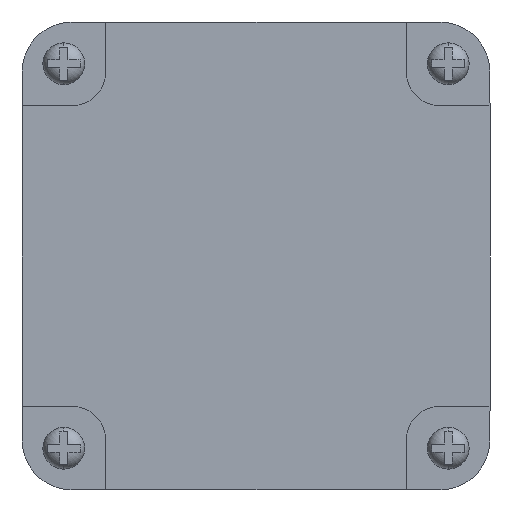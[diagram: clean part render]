
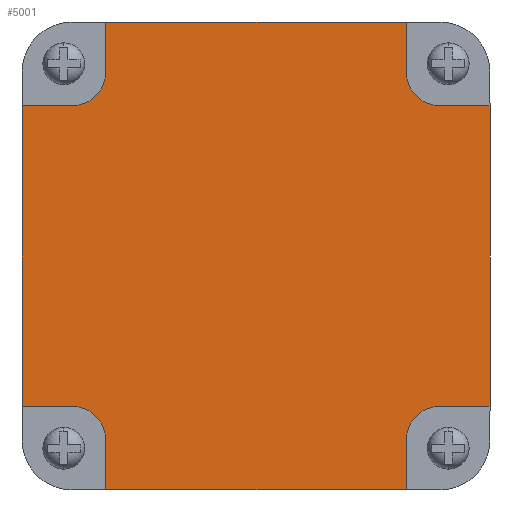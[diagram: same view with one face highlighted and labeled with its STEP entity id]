
A CAD part, front view. The second image highlights one B-rep face of the part: STEP entity #5001.
In plain terms, the highlighted planar face has unit normal (0, -1, 0).
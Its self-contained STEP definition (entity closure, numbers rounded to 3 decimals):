
#42 = CARTESIAN_POINT ( 'NONE',  ( -34.394, 0., -0.76 ) ) ;
#79 = CARTESIAN_POINT ( 'NONE',  ( -34.394, 0., 4.24 ) ) ;
#110 = CARTESIAN_POINT ( 'NONE',  ( -29.394, 0., -20.76 ) ) ;
#169 = ORIENTED_EDGE ( 'NONE', *, *, #5683, .F. ) ;
#193 = EDGE_CURVE ( 'NONE', #2839, #1574, #455, .T. ) ;
#201 = CARTESIAN_POINT ( 'NONE',  ( -29.394, 0., -23.76 ) ) ;
#205 = CARTESIAN_POINT ( 'NONE',  ( -9.394, 0., 1.24 ) ) ;
#402 = CARTESIAN_POINT ( 'NONE',  ( -11.394, 0., 4.24 ) ) ;
#405 = LINE ( 'NONE', #79, #4899 ) ;
#455 = LINE ( 'NONE', #1483, #1836 ) ;
#476 = AXIS2_PLACEMENT_3D ( 'NONE', #2850, #6781, #3437 ) ;
#530 = DIRECTION ( 'NONE',  ( 0., 0., 1. ) ) ;
#738 = DIRECTION ( 'NONE',  ( 0., -1., 0. ) ) ;
#740 = CARTESIAN_POINT ( 'NONE',  ( -34.394, 0., -18.76 ) ) ;
#792 = DIRECTION ( 'NONE',  ( 0., 0., -1. ) ) ;
#894 = VERTEX_POINT ( 'NONE', #4690 ) ;
#928 = EDGE_CURVE ( 'NONE', #6869, #1073, #4588, .T. ) ;
#958 = VERTEX_POINT ( 'NONE', #4887 ) ;
#1010 = EDGE_CURVE ( 'NONE', #3108, #2839, #2299, .T. ) ;
#1037 = EDGE_CURVE ( 'NONE', #3030, #958, #3698, .T. ) ;
#1073 = VERTEX_POINT ( 'NONE', #5908 ) ;
#1164 = VERTEX_POINT ( 'NONE', #110 ) ;
#1281 = DIRECTION ( 'NONE',  ( 1., 0., 0. ) ) ;
#1407 = CARTESIAN_POINT ( 'NONE',  ( -11.394, 0., 4.24 ) ) ;
#1439 = AXIS2_PLACEMENT_3D ( 'NONE', #2398, #5843, #2429 ) ;
#1456 = ORIENTED_EDGE ( 'NONE', *, *, #1037, .F. ) ;
#1459 = ORIENTED_EDGE ( 'NONE', *, *, #3110, .F. ) ;
#1475 = VECTOR ( 'NONE', #6813, 1000. ) ;
#1483 = CARTESIAN_POINT ( 'NONE',  ( -34.394, 0., -23.76 ) ) ;
#1505 = CARTESIAN_POINT ( 'NONE',  ( -31.394, 0., -20.76 ) ) ;
#1559 = CARTESIAN_POINT ( 'NONE',  ( -11.394, 0., -20.76 ) ) ;
#1574 = VERTEX_POINT ( 'NONE', #42 ) ;
#1616 = EDGE_CURVE ( 'NONE', #6476, #1164, #4014, .T. ) ;
#1819 = CARTESIAN_POINT ( 'NONE',  ( -29.394, 0., -23.76 ) ) ;
#1836 = VECTOR ( 'NONE', #3949, 1000. ) ;
#1913 = CARTESIAN_POINT ( 'NONE',  ( -29.394, 0., 4.24 ) ) ;
#2007 = ORIENTED_EDGE ( 'NONE', *, *, #3487, .F. ) ;
#2095 = DIRECTION ( 'NONE',  ( 0., 0., -1. ) ) ;
#2119 = VECTOR ( 'NONE', #5737, 1000. ) ;
#2139 = VECTOR ( 'NONE', #5894, 1000. ) ;
#2167 = CARTESIAN_POINT ( 'NONE',  ( -29.394, 0., 1.24 ) ) ;
#2233 = CIRCLE ( 'NONE', #476, 2. ) ;
#2299 = LINE ( 'NONE', #740, #6643 ) ;
#2398 = CARTESIAN_POINT ( 'NONE',  ( 0., 0., 0. ) ) ;
#2419 = VECTOR ( 'NONE', #5600, 1000. ) ;
#2429 = DIRECTION ( 'NONE',  ( 0., 0., 1. ) ) ;
#2526 = DIRECTION ( 'NONE',  ( 0., 0., 1. ) ) ;
#2587 = VERTEX_POINT ( 'NONE', #3090 ) ;
#2599 = CIRCLE ( 'NONE', #6321, 2. ) ;
#2839 = VERTEX_POINT ( 'NONE', #4492 ) ;
#2846 = ORIENTED_EDGE ( 'NONE', *, *, #3244, .F. ) ;
#2850 = CARTESIAN_POINT ( 'NONE',  ( -31.394, 0., 1.24 ) ) ;
#3030 = VERTEX_POINT ( 'NONE', #4167 ) ;
#3074 = EDGE_LOOP ( 'NONE', ( #5943, #4647, #169, #4842, #3485, #7163, #4398, #7327, #1459, #6632, #2007, #5026, #3490, #6037, #2846, #1456 ) ) ;
#3090 = CARTESIAN_POINT ( 'NONE',  ( -6.394, 0., -18.76 ) ) ;
#3108 = VERTEX_POINT ( 'NONE', #4243 ) ;
#3110 = EDGE_CURVE ( 'NONE', #1164, #3108, #5988, .T. ) ;
#3229 = EDGE_CURVE ( 'NONE', #2587, #3271, #6927, .T. ) ;
#3244 = EDGE_CURVE ( 'NONE', #958, #2587, #3984, .T. ) ;
#3271 = VERTEX_POINT ( 'NONE', #6731 ) ;
#3306 = EDGE_CURVE ( 'NONE', #6895, #6888, #2233, .T. ) ;
#3399 = AXIS2_PLACEMENT_3D ( 'NONE', #1505, #5561, #2095 ) ;
#3437 = DIRECTION ( 'NONE',  ( 0., 0., 1. ) ) ;
#3485 = ORIENTED_EDGE ( 'NONE', *, *, #3306, .F. ) ;
#3487 = EDGE_CURVE ( 'NONE', #1073, #6476, #6834, .T. ) ;
#3490 = ORIENTED_EDGE ( 'NONE', *, *, #7290, .F. ) ;
#3637 = CARTESIAN_POINT ( 'NONE',  ( -6.394, 0., -0.76 ) ) ;
#3659 = VECTOR ( 'NONE', #530, 1000. ) ;
#3698 = LINE ( 'NONE', #3637, #2119 ) ;
#3949 = DIRECTION ( 'NONE',  ( 0., 0., 1. ) ) ;
#3984 = LINE ( 'NONE', #7272, #6751 ) ;
#4014 = LINE ( 'NONE', #1819, #3659 ) ;
#4113 = EDGE_CURVE ( 'NONE', #6041, #894, #6561, .T. ) ;
#4156 = CARTESIAN_POINT ( 'NONE',  ( -11.394, 0., -23.76 ) ) ;
#4166 = PLANE ( 'NONE',  #1439 ) ;
#4167 = CARTESIAN_POINT ( 'NONE',  ( -9.394, 0., -0.76 ) ) ;
#4243 = CARTESIAN_POINT ( 'NONE',  ( -31.394, 0., -18.76 ) ) ;
#4257 = CARTESIAN_POINT ( 'NONE',  ( -9.394, 0., -20.76 ) ) ;
#4281 = DIRECTION ( 'NONE',  ( -1., 0., 0. ) ) ;
#4301 = DIRECTION ( 'NONE',  ( 0., -1., 0. ) ) ;
#4330 = VECTOR ( 'NONE', #2526, 1000. ) ;
#4398 = ORIENTED_EDGE ( 'NONE', *, *, #193, .F. ) ;
#4492 = CARTESIAN_POINT ( 'NONE',  ( -34.394, 0., -18.76 ) ) ;
#4499 = VECTOR ( 'NONE', #6432, 1000. ) ;
#4588 = LINE ( 'NONE', #4156, #1475 ) ;
#4647 = ORIENTED_EDGE ( 'NONE', *, *, #4113, .F. ) ;
#4690 = CARTESIAN_POINT ( 'NONE',  ( -11.394, 0., 1.24 ) ) ;
#4838 = DIRECTION ( 'NONE',  ( 0., 0., 1. ) ) ;
#4842 = ORIENTED_EDGE ( 'NONE', *, *, #7322, .F. ) ;
#4878 = VERTEX_POINT ( 'NONE', #5837 ) ;
#4887 = CARTESIAN_POINT ( 'NONE',  ( -6.394, 0., -0.76 ) ) ;
#4899 = VECTOR ( 'NONE', #1281, 1000. ) ;
#4915 = DIRECTION ( 'NONE',  ( 0., 0., -1. ) ) ;
#5001 = ADVANCED_FACE ( 'NONE', ( #5596 ), #4166, .F. ) ;
#5026 = ORIENTED_EDGE ( 'NONE', *, *, #928, .F. ) ;
#5561 = DIRECTION ( 'NONE',  ( 0., -1., 0. ) ) ;
#5596 = FACE_OUTER_BOUND ( 'NONE', #3074, .T. ) ;
#5600 = DIRECTION ( 'NONE',  ( -1., 0., 0. ) ) ;
#5683 = EDGE_CURVE ( 'NONE', #4878, #6041, #405, .T. ) ;
#5737 = DIRECTION ( 'NONE',  ( 1., 0., 0. ) ) ;
#5795 = LINE ( 'NONE', #1913, #4330 ) ;
#5837 = CARTESIAN_POINT ( 'NONE',  ( -29.394, 0., 4.24 ) ) ;
#5843 = DIRECTION ( 'NONE',  ( 0., 1., 0. ) ) ;
#5894 = DIRECTION ( 'NONE',  ( -1., 0., 0. ) ) ;
#5907 = CARTESIAN_POINT ( 'NONE',  ( -34.394, 0., -0.76 ) ) ;
#5908 = CARTESIAN_POINT ( 'NONE',  ( -11.394, 0., -23.76 ) ) ;
#5943 = ORIENTED_EDGE ( 'NONE', *, *, #7364, .F. ) ;
#5971 = LINE ( 'NONE', #5907, #4499 ) ;
#5982 = AXIS2_PLACEMENT_3D ( 'NONE', #4257, #738, #4838 ) ;
#5988 = CIRCLE ( 'NONE', #3399, 2. ) ;
#6037 = ORIENTED_EDGE ( 'NONE', *, *, #3229, .F. ) ;
#6041 = VERTEX_POINT ( 'NONE', #402 ) ;
#6139 = CARTESIAN_POINT ( 'NONE',  ( -31.394, 0., -0.76 ) ) ;
#6321 = AXIS2_PLACEMENT_3D ( 'NONE', #205, #4301, #792 ) ;
#6432 = DIRECTION ( 'NONE',  ( 1., 0., 0. ) ) ;
#6476 = VERTEX_POINT ( 'NONE', #201 ) ;
#6561 = LINE ( 'NONE', #1407, #6737 ) ;
#6632 = ORIENTED_EDGE ( 'NONE', *, *, #1616, .F. ) ;
#6643 = VECTOR ( 'NONE', #4281, 1000. ) ;
#6687 = CARTESIAN_POINT ( 'NONE',  ( -6.394, 0., -18.76 ) ) ;
#6707 = DIRECTION ( 'NONE',  ( 0., 0., -1. ) ) ;
#6731 = CARTESIAN_POINT ( 'NONE',  ( -9.394, 0., -18.76 ) ) ;
#6737 = VECTOR ( 'NONE', #4915, 1000. ) ;
#6751 = VECTOR ( 'NONE', #6707, 1000. ) ;
#6781 = DIRECTION ( 'NONE',  ( 0., -1., 0. ) ) ;
#6813 = DIRECTION ( 'NONE',  ( 0., 0., -1. ) ) ;
#6834 = LINE ( 'NONE', #6971, #2139 ) ;
#6869 = VERTEX_POINT ( 'NONE', #1559 ) ;
#6888 = VERTEX_POINT ( 'NONE', #2167 ) ;
#6895 = VERTEX_POINT ( 'NONE', #6139 ) ;
#6927 = LINE ( 'NONE', #6687, #2419 ) ;
#6971 = CARTESIAN_POINT ( 'NONE',  ( -34.394, 0., -23.76 ) ) ;
#7163 = ORIENTED_EDGE ( 'NONE', *, *, #7287, .F. ) ;
#7263 = CIRCLE ( 'NONE', #5982, 2. ) ;
#7272 = CARTESIAN_POINT ( 'NONE',  ( -6.394, 0., -23.76 ) ) ;
#7287 = EDGE_CURVE ( 'NONE', #1574, #6895, #5971, .T. ) ;
#7290 = EDGE_CURVE ( 'NONE', #3271, #6869, #7263, .T. ) ;
#7322 = EDGE_CURVE ( 'NONE', #6888, #4878, #5795, .T. ) ;
#7327 = ORIENTED_EDGE ( 'NONE', *, *, #1010, .F. ) ;
#7364 = EDGE_CURVE ( 'NONE', #894, #3030, #2599, .T. ) ;
